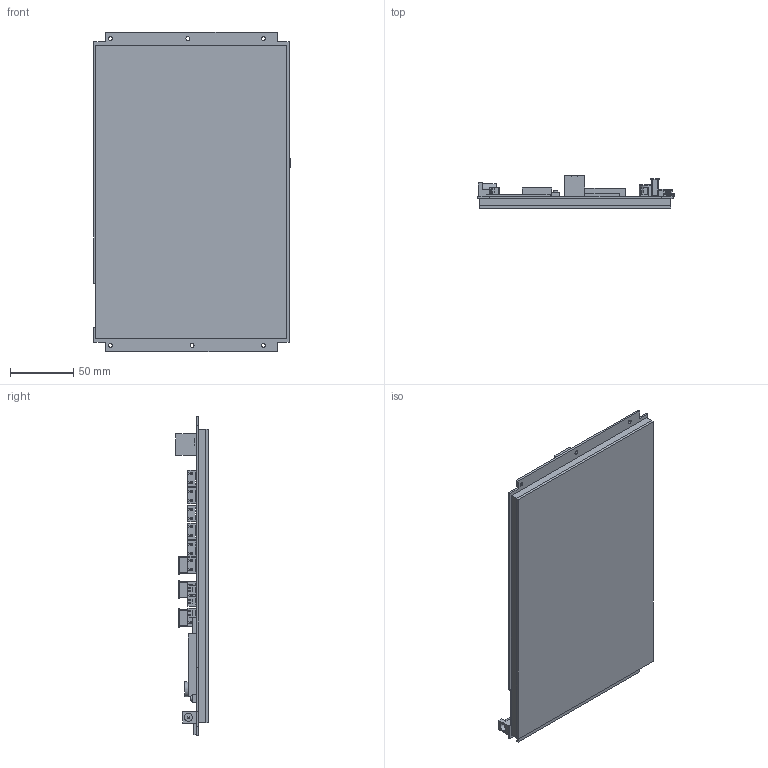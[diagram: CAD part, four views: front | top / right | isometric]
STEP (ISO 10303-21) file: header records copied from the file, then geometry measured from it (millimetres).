
FILE_DESCRIPTION(/* description */ (''),/* implementation_level */ '2;1');
FILE_NAME(/* name */ 'P12800MS101I_T01.stp',/* time_stamp */ '2021-08-02T14:42:18-03:00',/* author */ ('Reservaa'),/* organization */ (''),/* preprocessor_version */ 'ST-DEVELOPER v18.1',/* originating_system */ 'Autodesk Inventor 2022',/* authorisation */ '');
FILE_SCHEMA (('AUTOMOTIVE_DESIGN { 1 0 10303 214 3 1 1 }'));
Products named in the file (19): Display P12800MS101I_T01; Placa; Tela; Vidro da tela; jack j4; Processador 7.0; 8 pinos JST XH; 1_JST XH - 8 pinos; 2_JST XH - 8 pinos; sd; 17r5067_1747981-1; usb Top connector; JST XH; AB2_USB_MICRO_SMD; Ethernet connector; JST 2pin; antena; Buzzer; botaoPower_Android
Assembly tree (29 placements, depth 3):
  Display P12800MS101I_T01
    Placa
    Tela
    Vidro da tela
    jack j4
    Processador 7.0
    8 pinos JST XH
      1_JST XH - 8 pinos
      2_JST XH - 8 pinos
    JST XH  x8
    sd
    17r5067_1747981-1
    usb Top connector  x3
    AB2_USB_MICRO_SMD
    Ethernet connector
    JST 2pin  x3
    antena
    Buzzer
    botaoPower_Android
Bounding box: 155 x 25.7 x 252.3 mm (x, y, z)
Volume: 338379.3 mm3; surface area: 250012.5 mm2
Topology: 28 solids, 28 shells, 2961 faces, 7718 edges, 4885 vertices
Faces by surface type: plane 2704, cylinder 218, bspline 36, cone 2, sphere 1
Full cylindrical faces by diameter (mm): 2 x1, 2.011 x1, 2.441 x1, 2.5 x1, 3.1 x6, 3.5 x1, 6.3 x1, 11.9 x1
Entity records: 66703 total; most frequent: CARTESIAN_POINT 11802, ORIENTED_EDGE 11094, DIRECTION 10264, EDGE_CURVE 5547, LINE 5160, VECTOR 5160, VERTEX_POINT 3449, AXIS2_PLACEMENT_3D 2552
